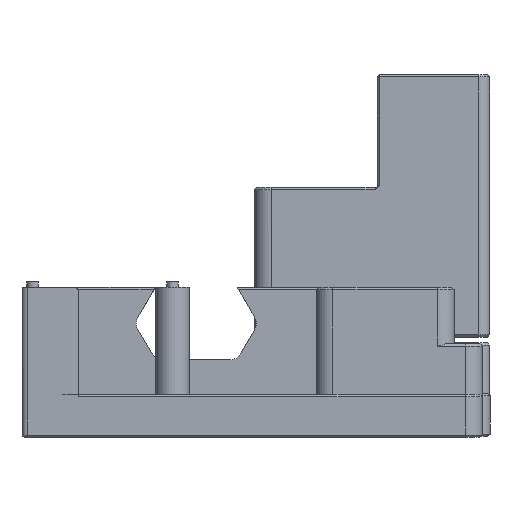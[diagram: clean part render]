
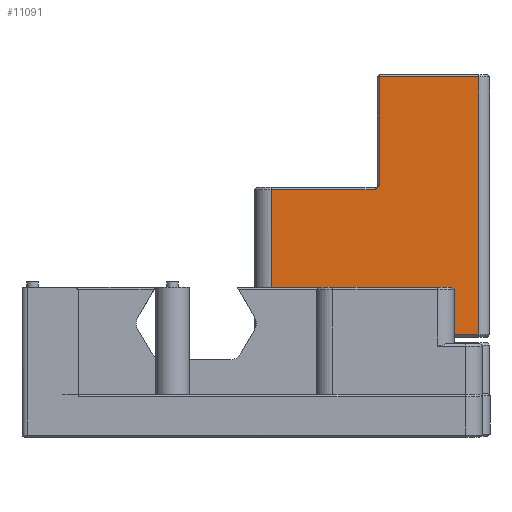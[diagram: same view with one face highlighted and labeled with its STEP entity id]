
A CAD part, left-side view. The second image highlights one B-rep face of the part: STEP entity #11091.
In plain terms, the highlighted planar face has unit normal (-1, 0, 0).
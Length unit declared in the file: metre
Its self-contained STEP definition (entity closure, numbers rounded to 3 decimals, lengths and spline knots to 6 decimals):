
#967=FACE_OUTER_BOUND('',#1701,.T.);
#1701=EDGE_LOOP('',(#9053,#9054,#9055,#9056,#9057,#9058,#9059,#9060));
#3066=LINE('',#17898,#4104);
#3074=LINE('',#17919,#4112);
#3079=LINE('',#17942,#4117);
#3157=LINE('',#18186,#4195);
#3158=LINE('',#18190,#4196);
#3159=LINE('',#18192,#4197);
#3160=LINE('',#18193,#4198);
#3161=LINE('',#18194,#4199);
#4104=VECTOR('',#14410,1.);
#4112=VECTOR('',#14428,1.);
#4117=VECTOR('',#14451,1.);
#4195=VECTOR('',#14713,1.);
#4196=VECTOR('',#14718,1.);
#4197=VECTOR('',#14719,1.);
#4198=VECTOR('',#14720,1.);
#4199=VECTOR('',#14721,1.);
#5099=VERTEX_POINT('',#17885);
#5104=VERTEX_POINT('',#17897);
#5112=VERTEX_POINT('',#17917);
#5118=VERTEX_POINT('',#17935);
#5121=VERTEX_POINT('',#17940);
#5195=VERTEX_POINT('',#18185);
#5196=VERTEX_POINT('',#18189);
#5197=VERTEX_POINT('',#18191);
#6383=EDGE_CURVE('',#5099,#5104,#3066,.T.);
#6394=EDGE_CURVE('',#5112,#5099,#3074,.T.);
#6404=EDGE_CURVE('',#5118,#5121,#3079,.T.);
#6526=EDGE_CURVE('',#5195,#5118,#3157,.T.);
#6528=EDGE_CURVE('',#5121,#5196,#3158,.F.);
#6529=EDGE_CURVE('',#5196,#5197,#3159,.T.);
#6530=EDGE_CURVE('',#5197,#5104,#3160,.T.);
#6531=EDGE_CURVE('',#5112,#5195,#3161,.T.);
#9053=ORIENTED_EDGE('',*,*,#6528,.T.);
#9054=ORIENTED_EDGE('',*,*,#6529,.T.);
#9055=ORIENTED_EDGE('',*,*,#6530,.T.);
#9056=ORIENTED_EDGE('',*,*,#6383,.F.);
#9057=ORIENTED_EDGE('',*,*,#6394,.F.);
#9058=ORIENTED_EDGE('',*,*,#6531,.T.);
#9059=ORIENTED_EDGE('',*,*,#6526,.T.);
#9060=ORIENTED_EDGE('',*,*,#6404,.T.);
#10569=PLANE('',#12145);
#11091=ADVANCED_FACE('',(#967),#10569,.F.);
#12145=AXIS2_PLACEMENT_3D('',#18188,#14716,#14717);
#14410=DIRECTION('',(0.,-0.707,0.707));
#14428=DIRECTION('',(0.,-0.707,0.707));
#14451=DIRECTION('',(0.,-1.,0.));
#14713=DIRECTION('',(0.,0.,-1.));
#14716=DIRECTION('center_axis',(1.,0.,0.));
#14717=DIRECTION('ref_axis',(0.,0.,-1.));
#14718=DIRECTION('',(0.,0.,-1.));
#14719=DIRECTION('',(0.,1.,0.));
#14720=DIRECTION('',(0.,0.,-1.));
#14721=DIRECTION('',(0.,1.,0.));
#17885=CARTESIAN_POINT('',(-0.11,0.024,0.0442));
#17897=CARTESIAN_POINT('',(-0.11,0.0236,0.0446));
#17898=CARTESIAN_POINT('',(-0.11,0.0236,0.0446));
#17917=CARTESIAN_POINT('',(-0.11,0.0244,0.0438));
#17919=CARTESIAN_POINT('',(-0.11,0.0236,0.0446));
#17935=CARTESIAN_POINT('',(-0.11,0.042851,0.018));
#17940=CARTESIAN_POINT('',(-0.11,0.006,0.018));
#17942=CARTESIAN_POINT('',(-0.11,0.026024,0.018));
#18185=CARTESIAN_POINT('',(-0.11,0.042851,0.0438));
#18186=CARTESIAN_POINT('',(-0.11,0.042851,0.0642));
#18188=CARTESIAN_POINT('Origin',(-0.11,0.026024,0.0642));
#18189=CARTESIAN_POINT('',(-0.11,0.006,0.0638));
#18190=CARTESIAN_POINT('',(-0.11,0.006,0.0642));
#18191=CARTESIAN_POINT('',(-0.11,0.0236,0.0638));
#18192=CARTESIAN_POINT('',(-0.11,0.024,0.0638));
#18193=CARTESIAN_POINT('',(-0.11,0.0236,0.0442));
#18194=CARTESIAN_POINT('',(-0.11,0.042851,0.0438));
